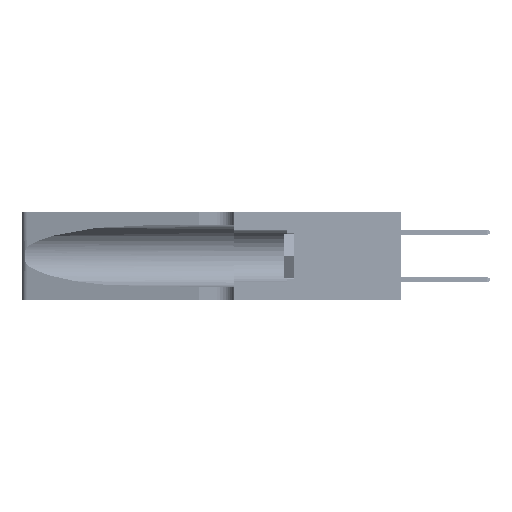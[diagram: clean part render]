
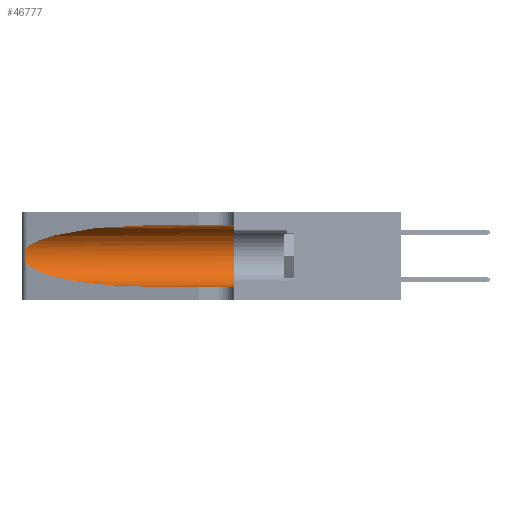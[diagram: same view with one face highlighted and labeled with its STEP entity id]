
A CAD part, left-side view. The second image highlights one B-rep face of the part: STEP entity #46777.
In plain terms, the highlighted cylindrical face has radius 3.308 mm (diameter 6.617 mm), a partial arc.
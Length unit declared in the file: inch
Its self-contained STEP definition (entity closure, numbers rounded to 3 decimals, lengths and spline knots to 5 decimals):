
#968 = CARTESIAN_POINT ( 'NONE',  ( 0.1305, 0.72297, 0.05475 ) ) ;
#1056 = CARTESIAN_POINT ( 'NONE',  ( 0.25487, 1.22718, 0.14631 ) ) ;
#1229 = LINE ( 'NONE', #24107, #42950 ) ;
#1370 = CARTESIAN_POINT ( 'NONE',  ( 0.18966, 0.96281, 0.05475 ) ) ;
#1866 = CARTESIAN_POINT ( 'NONE',  ( 0.18966, 0.96281, 0.31525 ) ) ;
#2119 =( BOUNDED_CURVE ( )  B_SPLINE_CURVE ( 3, ( #10497, #1866, #52576, #40222 ),
 .UNSPECIFIED., .F., .F. ) 
 B_SPLINE_CURVE_WITH_KNOTS ( ( 4, 4 ),
 ( 1.5708, 2.84003 ),
 .UNSPECIFIED. ) 
 CURVE ( )  GEOMETRIC_REPRESENTATION_ITEM ( )  RATIONAL_B_SPLINE_CURVE ( ( 1., 0.87, 0.87, 1. ) ) 
 REPRESENTATION_ITEM ( '' )  );
#2935 = ORIENTED_EDGE ( 'NONE', *, *, #43795, .F. ) ;
#4154 = CARTESIAN_POINT ( 'NONE',  ( 0.1305, 0.35, 0.05475 ) ) ;
#5207 = CARTESIAN_POINT ( 'NONE',  ( 0.25639, 1.23184, 0.21858 ) ) ;
#5717 = CIRCLE ( 'NONE', #30342, 0.13025 ) ;
#6992 = DIRECTION ( 'NONE',  ( 0., -1., 0. ) ) ;
#7242 = VERTEX_POINT ( 'NONE', #968 ) ;
#8474 = CARTESIAN_POINT ( 'NONE',  ( 0.1305, 0.35, 0.185 ) ) ;
#9519 = CARTESIAN_POINT ( 'NONE',  ( 0.25854, 1.2359, 0.20912 ) ) ;
#9715 = EDGE_CURVE ( 'NONE', #29125, #36674, #5717, .T. ) ;
#10040 = EDGE_CURVE ( 'NONE', #11355, #45460, #2119, .T. ) ;
#10201 = AXIS2_PLACEMENT_3D ( 'NONE', #24210, #6992, #53522 ) ;
#10497 = CARTESIAN_POINT ( 'NONE',  ( 0.1305, 0.72297, 0.31525 ) ) ;
#11355 = VERTEX_POINT ( 'NONE', #12446 ) ;
#12446 = CARTESIAN_POINT ( 'NONE',  ( 0.1305, 0.72297, 0.31525 ) ) ;
#12791 = DIRECTION ( 'NONE',  ( 0., 0., 1. ) ) ;
#13829 = CARTESIAN_POINT ( 'NONE',  ( 0.26075, 1.23896, 0.19203 ) ) ;
#14106 = CARTESIAN_POINT ( 'NONE',  ( 0.1305, 1.61858, 0.05475 ) ) ;
#15425 = EDGE_CURVE ( 'NONE', #45460, #41084, #27831, .T. ) ;
#16751 = ORIENTED_EDGE ( 'NONE', *, *, #9715, .F. ) ;
#18120 = CARTESIAN_POINT ( 'NONE',  ( 0.26017, 1.23833, 0.17102 ) ) ;
#18442 = CARTESIAN_POINT ( 'NONE',  ( 0.25487, 1.22718, 0.14631 ) ) ;
#19138 = LINE ( 'NONE', #14106, #27791 ) ;
#19226 = ORIENTED_EDGE ( 'NONE', *, *, #15425, .T. ) ;
#22210 = CARTESIAN_POINT ( 'NONE',  ( 0.25487, 1.22718, 0.22369 ) ) ;
#22401 = CARTESIAN_POINT ( 'NONE',  ( 0.25789, 1.23486, 0.15765 ) ) ;
#24107 = CARTESIAN_POINT ( 'NONE',  ( 0.1305, 1.61858, 0.31525 ) ) ;
#24210 = CARTESIAN_POINT ( 'NONE',  ( 0.1305, 1.61858, 0.185 ) ) ;
#25033 = CARTESIAN_POINT ( 'NONE',  ( 0.25487, 1.22718, 0.14631 ) ) ;
#26695 = CARTESIAN_POINT ( 'NONE',  ( 0.25555, 1.22993, 0.14849 ) ) ;
#27791 = VECTOR ( 'NONE', #47895, 39.37008 ) ;
#27831 = B_SPLINE_CURVE_WITH_KNOTS ( 'NONE', 3,
 ( #22210, #39062, #5207, #35050, #9519, #39242, #13829, #43483, #18120, #47642, #22401, #51794, #26695, #1056 ),
 .UNSPECIFIED., .F., .F.,
 ( 4, 2, 2, 2, 2, 2, 4 ),
 ( 0., 0.00027, 0.00053, 0.00107, 0.0016, 0.00187, 0.00214 ),
 .UNSPECIFIED. ) ;
#29125 = VERTEX_POINT ( 'NONE', #46440 ) ;
#30330 = EDGE_CURVE ( 'NONE', #41084, #7242, #52984, .T. ) ;
#30342 = AXIS2_PLACEMENT_3D ( 'NONE', #8474, #38216, #12791 ) ;
#31254 = ORIENTED_EDGE ( 'NONE', *, *, #47091, .T. ) ;
#31297 = CARTESIAN_POINT ( 'NONE',  ( 0.1305, 0.72297, 0.05475 ) ) ;
#32500 = CYLINDRICAL_SURFACE ( 'NONE', #10201, 0.13025 ) ;
#34848 = EDGE_LOOP ( 'NONE', ( #42654, #19226, #54584, #31254, #16751, #2935 ) ) ;
#35050 = CARTESIAN_POINT ( 'NONE',  ( 0.25787, 1.23484, 0.2124 ) ) ;
#36674 = VERTEX_POINT ( 'NONE', #4154 ) ;
#38216 = DIRECTION ( 'NONE',  ( 0., 1., 0. ) ) ;
#39062 = CARTESIAN_POINT ( 'NONE',  ( 0.25555, 1.22994, 0.2215 ) ) ;
#39242 = CARTESIAN_POINT ( 'NONE',  ( 0.26018, 1.23835, 0.19895 ) ) ;
#39561 = CARTESIAN_POINT ( 'NONE',  ( 0.2373, 1.15595, 0.08982 ) ) ;
#40222 = CARTESIAN_POINT ( 'NONE',  ( 0.25487, 1.22718, 0.22369 ) ) ;
#41084 = VERTEX_POINT ( 'NONE', #25033 ) ;
#42654 = ORIENTED_EDGE ( 'NONE', *, *, #10040, .T. ) ;
#42950 = VECTOR ( 'NONE', #53420, 39.37008 ) ;
#43483 = CARTESIAN_POINT ( 'NONE',  ( 0.26075, 1.23896, 0.178 ) ) ;
#43795 = EDGE_CURVE ( 'NONE', #11355, #29125, #1229, .T. ) ;
#45460 = VERTEX_POINT ( 'NONE', #53470 ) ;
#46440 = CARTESIAN_POINT ( 'NONE',  ( 0.1305, 0.35, 0.31525 ) ) ;
#46777 = ADVANCED_FACE ( 'NONE', ( #54655 ), #32500, .F. ) ;
#47091 = EDGE_CURVE ( 'NONE', #7242, #36674, #19138, .T. ) ;
#47642 = CARTESIAN_POINT ( 'NONE',  ( 0.25856, 1.23593, 0.16098 ) ) ;
#47895 = DIRECTION ( 'NONE',  ( 0., -1., 0. ) ) ;
#51794 = CARTESIAN_POINT ( 'NONE',  ( 0.25639, 1.23186, 0.15144 ) ) ;
#52576 = CARTESIAN_POINT ( 'NONE',  ( 0.2373, 1.15595, 0.28018 ) ) ;
#52984 =( BOUNDED_CURVE ( )  B_SPLINE_CURVE ( 3, ( #18442, #39561, #1370, #31297 ),
 .UNSPECIFIED., .F., .F. ) 
 B_SPLINE_CURVE_WITH_KNOTS ( ( 4, 4 ),
 ( 3.44316, 4.71239 ),
 .UNSPECIFIED. ) 
 CURVE ( )  GEOMETRIC_REPRESENTATION_ITEM ( )  RATIONAL_B_SPLINE_CURVE ( ( 1., 0.87, 0.87, 1. ) ) 
 REPRESENTATION_ITEM ( '' )  );
#53420 = DIRECTION ( 'NONE',  ( 0., -1., 0. ) ) ;
#53470 = CARTESIAN_POINT ( 'NONE',  ( 0.25487, 1.22718, 0.22369 ) ) ;
#53522 = DIRECTION ( 'NONE',  ( 0., 0., -1. ) ) ;
#54584 = ORIENTED_EDGE ( 'NONE', *, *, #30330, .T. ) ;
#54655 = FACE_OUTER_BOUND ( 'NONE', #34848, .T. ) ;
